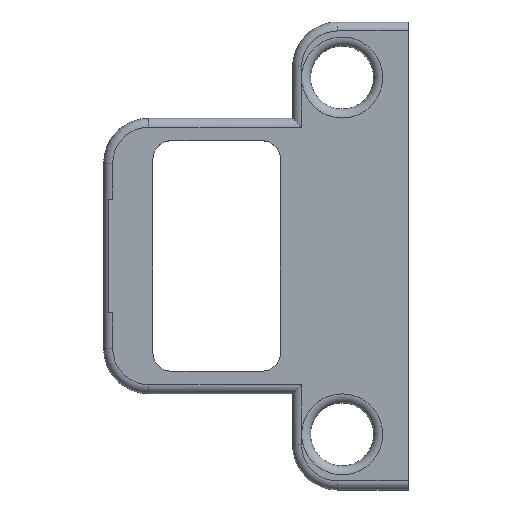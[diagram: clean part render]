
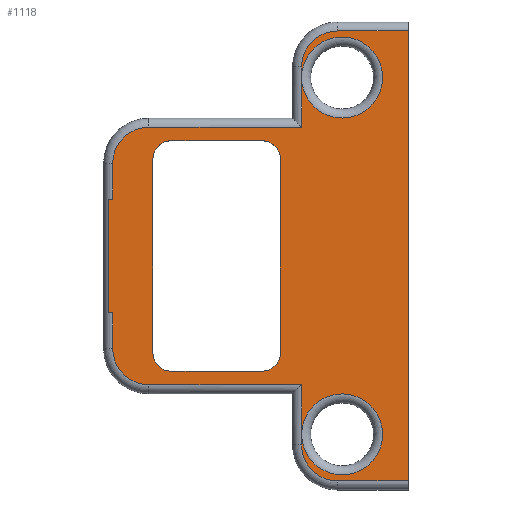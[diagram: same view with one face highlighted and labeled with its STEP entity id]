
A CAD part, top view. The second image highlights one B-rep face of the part: STEP entity #1118.
In plain terms, the highlighted planar face has unit normal (0, 0, 1).
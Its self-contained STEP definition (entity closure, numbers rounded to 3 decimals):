
#23=FACE_BOUND('',#166,.T.);
#58=PLANE('',#1193);
#102=FACE_OUTER_BOUND('',#165,.T.);
#165=EDGE_LOOP('',(#871,#872,#873,#874,#875,#876,#877,#878,#879,#880,#881,
#882,#883,#884,#885,#886,#887,#888,#889,#890));
#166=EDGE_LOOP('',(#891,#892,#893,#894,#895,#896,#897,#898));
#220=LINE('',#1625,#340);
#222=LINE('',#1628,#342);
#224=LINE('',#1631,#344);
#264=LINE('',#1715,#384);
#266=LINE('',#1720,#386);
#267=LINE('',#1724,#387);
#279=LINE('',#1749,#399);
#280=LINE('',#1753,#400);
#281=LINE('',#1755,#401);
#282=LINE('',#1758,#402);
#283=LINE('',#1762,#403);
#284=LINE('',#1764,#404);
#285=LINE('',#1766,#405);
#286=LINE('',#1770,#406);
#287=LINE('',#1773,#407);
#288=LINE('',#1775,#408);
#289=LINE('',#1778,#409);
#290=LINE('',#1779,#410);
#340=VECTOR('',#1295,10.16);
#342=VECTOR('',#1299,21.6);
#344=VECTOR('',#1303,10.16);
#384=VECTOR('',#1371,12.6);
#386=VECTOR('',#1377,0.5);
#387=VECTOR('',#1382,0.5);
#399=VECTOR('',#1406,4.);
#400=VECTOR('',#1409,16.99);
#401=VECTOR('',#1410,5.525);
#402=VECTOR('',#1413,1.175);
#403=VECTOR('',#1416,7.855);
#404=VECTOR('',#1417,50.);
#405=VECTOR('',#1418,7.855);
#406=VECTOR('',#1421,1.175);
#407=VECTOR('',#1424,5.525);
#408=VECTOR('',#1425,16.99);
#409=VECTOR('',#1428,4.);
#410=VECTOR('',#1429,21.6);
#451=CIRCLE('',#1156,2.);
#453=CIRCLE('',#1159,2.);
#455=CIRCLE('',#1162,2.);
#457=CIRCLE('',#1165,2.);
#461=CIRCLE('',#1194,4.);
#462=CIRCLE('',#1195,4.5);
#463=CIRCLE('',#1196,4.);
#464=CIRCLE('',#1197,4.);
#465=CIRCLE('',#1198,4.5);
#466=CIRCLE('',#1199,4.);
#489=VERTEX_POINT('',#1588);
#490=VERTEX_POINT('',#1589);
#493=VERTEX_POINT('',#1597);
#494=VERTEX_POINT('',#1598);
#497=VERTEX_POINT('',#1606);
#498=VERTEX_POINT('',#1607);
#501=VERTEX_POINT('',#1615);
#502=VERTEX_POINT('',#1616);
#533=VERTEX_POINT('',#1712);
#534=VERTEX_POINT('',#1714);
#535=VERTEX_POINT('',#1718);
#536=VERTEX_POINT('',#1722);
#543=VERTEX_POINT('',#1748);
#544=VERTEX_POINT('',#1750);
#545=VERTEX_POINT('',#1752);
#546=VERTEX_POINT('',#1754);
#547=VERTEX_POINT('',#1757);
#548=VERTEX_POINT('',#1759);
#549=VERTEX_POINT('',#1761);
#550=VERTEX_POINT('',#1763);
#551=VERTEX_POINT('',#1765);
#552=VERTEX_POINT('',#1767);
#553=VERTEX_POINT('',#1769);
#554=VERTEX_POINT('',#1772);
#555=VERTEX_POINT('',#1774);
#556=VERTEX_POINT('',#1776);
#593=EDGE_CURVE('',#489,#490,#451,.T.);
#597=EDGE_CURVE('',#493,#494,#453,.T.);
#601=EDGE_CURVE('',#497,#498,#455,.T.);
#605=EDGE_CURVE('',#501,#502,#457,.T.);
#610=EDGE_CURVE('',#490,#493,#220,.T.);
#612=EDGE_CURVE('',#494,#497,#222,.T.);
#614=EDGE_CURVE('',#498,#501,#224,.T.);
#654=EDGE_CURVE('',#534,#533,#264,.T.);
#657=EDGE_CURVE('',#535,#534,#266,.T.);
#659=EDGE_CURVE('',#533,#536,#267,.T.);
#671=EDGE_CURVE('',#543,#536,#279,.T.);
#672=EDGE_CURVE('',#544,#543,#461,.T.);
#673=EDGE_CURVE('',#545,#544,#280,.T.);
#674=EDGE_CURVE('',#546,#545,#281,.T.);
#675=EDGE_CURVE('',#546,#546,#462,.T.);
#676=EDGE_CURVE('',#547,#546,#282,.T.);
#677=EDGE_CURVE('',#548,#547,#463,.T.);
#678=EDGE_CURVE('',#549,#548,#283,.T.);
#679=EDGE_CURVE('',#549,#550,#284,.T.);
#680=EDGE_CURVE('',#551,#550,#285,.T.);
#681=EDGE_CURVE('',#552,#551,#464,.T.);
#682=EDGE_CURVE('',#553,#552,#286,.T.);
#683=EDGE_CURVE('',#553,#553,#465,.T.);
#684=EDGE_CURVE('',#554,#553,#287,.T.);
#685=EDGE_CURVE('',#555,#554,#288,.T.);
#686=EDGE_CURVE('',#556,#555,#466,.T.);
#687=EDGE_CURVE('',#535,#556,#289,.T.);
#688=EDGE_CURVE('',#502,#489,#290,.T.);
#871=ORIENTED_EDGE('',*,*,#671,.F.);
#872=ORIENTED_EDGE('',*,*,#672,.F.);
#873=ORIENTED_EDGE('',*,*,#673,.F.);
#874=ORIENTED_EDGE('',*,*,#674,.F.);
#875=ORIENTED_EDGE('',*,*,#675,.F.);
#876=ORIENTED_EDGE('',*,*,#676,.F.);
#877=ORIENTED_EDGE('',*,*,#677,.F.);
#878=ORIENTED_EDGE('',*,*,#678,.F.);
#879=ORIENTED_EDGE('',*,*,#679,.T.);
#880=ORIENTED_EDGE('',*,*,#680,.F.);
#881=ORIENTED_EDGE('',*,*,#681,.F.);
#882=ORIENTED_EDGE('',*,*,#682,.F.);
#883=ORIENTED_EDGE('',*,*,#683,.F.);
#884=ORIENTED_EDGE('',*,*,#684,.F.);
#885=ORIENTED_EDGE('',*,*,#685,.F.);
#886=ORIENTED_EDGE('',*,*,#686,.F.);
#887=ORIENTED_EDGE('',*,*,#687,.F.);
#888=ORIENTED_EDGE('',*,*,#657,.T.);
#889=ORIENTED_EDGE('',*,*,#654,.T.);
#890=ORIENTED_EDGE('',*,*,#659,.T.);
#891=ORIENTED_EDGE('',*,*,#688,.T.);
#892=ORIENTED_EDGE('',*,*,#593,.T.);
#893=ORIENTED_EDGE('',*,*,#610,.T.);
#894=ORIENTED_EDGE('',*,*,#597,.T.);
#895=ORIENTED_EDGE('',*,*,#612,.T.);
#896=ORIENTED_EDGE('',*,*,#601,.T.);
#897=ORIENTED_EDGE('',*,*,#614,.T.);
#898=ORIENTED_EDGE('',*,*,#605,.T.);
#1118=ADVANCED_FACE('',(#102,#23),#58,.T.);
#1156=AXIS2_PLACEMENT_3D('',#1590,#1262,#1263);
#1159=AXIS2_PLACEMENT_3D('',#1599,#1270,#1271);
#1162=AXIS2_PLACEMENT_3D('',#1608,#1278,#1279);
#1165=AXIS2_PLACEMENT_3D('',#1617,#1286,#1287);
#1193=AXIS2_PLACEMENT_3D('',#1747,#1404,#1405);
#1194=AXIS2_PLACEMENT_3D('',#1751,#1407,#1408);
#1195=AXIS2_PLACEMENT_3D('',#1756,#1411,#1412);
#1196=AXIS2_PLACEMENT_3D('',#1760,#1414,#1415);
#1197=AXIS2_PLACEMENT_3D('',#1768,#1419,#1420);
#1198=AXIS2_PLACEMENT_3D('',#1771,#1422,#1423);
#1199=AXIS2_PLACEMENT_3D('',#1777,#1426,#1427);
#1262=DIRECTION('center_axis',(0.,0.,-1.));
#1263=DIRECTION('ref_axis',(0.,-1.,0.));
#1270=DIRECTION('center_axis',(0.,0.,-1.));
#1271=DIRECTION('ref_axis',(-1.,0.,0.));
#1278=DIRECTION('center_axis',(0.,0.,-1.));
#1279=DIRECTION('ref_axis',(0.,1.,0.));
#1286=DIRECTION('center_axis',(0.,0.,-1.));
#1287=DIRECTION('ref_axis',(1.,0.,0.));
#1295=DIRECTION('',(-1.,0.,0.));
#1299=DIRECTION('',(0.,1.,0.));
#1303=DIRECTION('',(1.,0.,0.));
#1371=DIRECTION('',(0.,-1.,0.));
#1377=DIRECTION('',(-1.,0.,0.));
#1382=DIRECTION('',(1.,0.,0.));
#1404=DIRECTION('center_axis',(0.,0.,1.));
#1405=DIRECTION('ref_axis',(1.,0.,0.));
#1406=DIRECTION('',(0.,1.,0.));
#1407=DIRECTION('center_axis',(0.,0.,-1.));
#1408=DIRECTION('ref_axis',(-0.707,-0.707,0.));
#1409=DIRECTION('',(-1.,0.,0.));
#1410=DIRECTION('',(0.,1.,0.));
#1411=DIRECTION('center_axis',(0.,0.,1.));
#1412=DIRECTION('ref_axis',(-1.,0.,0.));
#1413=DIRECTION('',(0.,1.,0.));
#1414=DIRECTION('center_axis',(0.,0.,-1.));
#1415=DIRECTION('ref_axis',(-0.707,-0.707,0.));
#1416=DIRECTION('',(-1.,0.,0.));
#1417=DIRECTION('',(0.,1.,0.));
#1418=DIRECTION('',(1.,0.,0.));
#1419=DIRECTION('center_axis',(0.,0.,-1.));
#1420=DIRECTION('ref_axis',(-0.707,0.707,0.));
#1421=DIRECTION('',(0.,1.,0.));
#1422=DIRECTION('center_axis',(0.,0.,1.));
#1423=DIRECTION('ref_axis',(-1.,0.,0.));
#1424=DIRECTION('',(0.,1.,0.));
#1425=DIRECTION('',(1.,0.,0.));
#1426=DIRECTION('center_axis',(0.,0.,-1.));
#1427=DIRECTION('ref_axis',(-0.707,0.707,0.));
#1428=DIRECTION('',(0.,1.,0.));
#1429=DIRECTION('',(0.,-1.,0.));
#1588=CARTESIAN_POINT('',(20.885,15.2,2.));
#1589=CARTESIAN_POINT('',(18.885,13.2,2.));
#1590=CARTESIAN_POINT('Origin',(18.885,15.2,2.));
#1597=CARTESIAN_POINT('',(8.725,13.2,2.));
#1598=CARTESIAN_POINT('',(6.725,15.2,2.));
#1599=CARTESIAN_POINT('Origin',(8.725,15.2,2.));
#1606=CARTESIAN_POINT('',(6.725,36.8,2.));
#1607=CARTESIAN_POINT('',(8.725,38.8,2.));
#1608=CARTESIAN_POINT('Origin',(8.725,36.8,2.));
#1615=CARTESIAN_POINT('',(18.885,38.8,2.));
#1616=CARTESIAN_POINT('',(20.885,36.8,2.));
#1617=CARTESIAN_POINT('Origin',(18.885,36.8,2.));
#1625=CARTESIAN_POINT('',(18.47,13.2,2.));
#1628=CARTESIAN_POINT('',(6.725,19.6,2.));
#1631=CARTESIAN_POINT('',(11.39,38.8,2.));
#1712=CARTESIAN_POINT('',(1.755,19.7,2.));
#1714=CARTESIAN_POINT('',(1.755,32.3,2.));
#1715=CARTESIAN_POINT('',(1.755,32.3,2.));
#1718=CARTESIAN_POINT('',(2.255,32.3,2.));
#1720=CARTESIAN_POINT('',(5.225,32.3,2.));
#1722=CARTESIAN_POINT('',(2.255,19.7,2.));
#1724=CARTESIAN_POINT('',(1.755,19.7,2.));
#1747=CARTESIAN_POINT('Origin',(21.705,26.,2.));
#1748=CARTESIAN_POINT('',(2.255,15.7,2.));
#1749=CARTESIAN_POINT('',(2.255,31.15,2.));
#1750=CARTESIAN_POINT('',(6.255,11.7,2.));
#1751=CARTESIAN_POINT('Origin',(6.255,15.7,2.));
#1752=CARTESIAN_POINT('',(23.245,11.7,2.));
#1753=CARTESIAN_POINT('',(13.98,11.7,2.));
#1754=CARTESIAN_POINT('',(23.245,6.175,2.));
#1755=CARTESIAN_POINT('',(23.245,18.35,2.));
#1756=CARTESIAN_POINT('Origin',(27.745,6.175,2.));
#1757=CARTESIAN_POINT('',(23.245,5.,2.));
#1758=CARTESIAN_POINT('',(23.245,18.35,2.));
#1759=CARTESIAN_POINT('',(27.245,1.,2.));
#1760=CARTESIAN_POINT('Origin',(27.245,5.,2.));
#1761=CARTESIAN_POINT('',(35.1,1.,2.));
#1762=CARTESIAN_POINT('',(24.475,1.,2.));
#1763=CARTESIAN_POINT('',(35.1,51.,2.));
#1764=CARTESIAN_POINT('',(35.1,0.,2.));
#1765=CARTESIAN_POINT('',(27.245,51.,2.));
#1766=CARTESIAN_POINT('',(28.403,51.,2.));
#1767=CARTESIAN_POINT('',(23.245,47.,2.));
#1768=CARTESIAN_POINT('Origin',(27.245,47.,2.));
#1769=CARTESIAN_POINT('',(23.245,45.825,2.));
#1770=CARTESIAN_POINT('',(23.245,36.5,2.));
#1771=CARTESIAN_POINT('Origin',(27.745,45.825,2.));
#1772=CARTESIAN_POINT('',(23.245,40.3,2.));
#1773=CARTESIAN_POINT('',(23.245,36.5,2.));
#1774=CARTESIAN_POINT('',(6.255,40.3,2.));
#1775=CARTESIAN_POINT('',(21.975,40.3,2.));
#1776=CARTESIAN_POINT('',(2.255,36.3,2.));
#1777=CARTESIAN_POINT('Origin',(6.255,36.3,2.));
#1778=CARTESIAN_POINT('',(2.255,31.15,2.));
#1779=CARTESIAN_POINT('',(20.885,32.4,2.));
